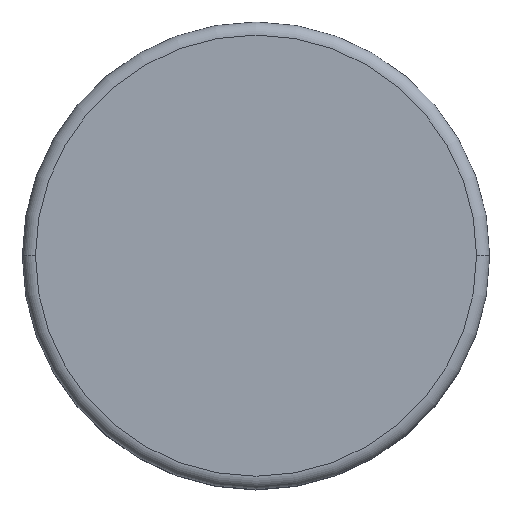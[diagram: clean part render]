
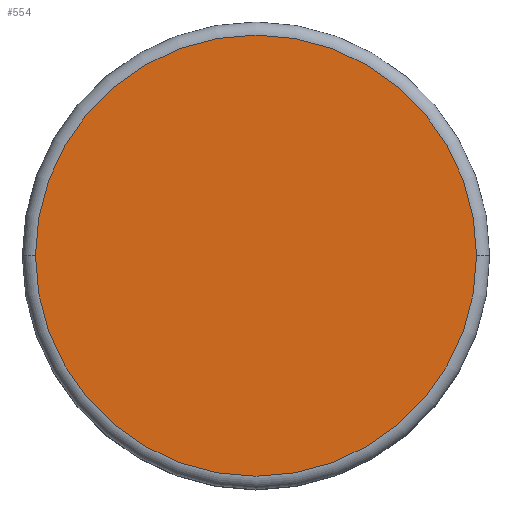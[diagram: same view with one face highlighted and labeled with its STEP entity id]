
A CAD part, top view. The second image highlights one B-rep face of the part: STEP entity #554.
In plain terms, the highlighted planar face has unit normal (0, 0, 1).
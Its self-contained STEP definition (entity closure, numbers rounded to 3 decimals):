
#68 = EDGE_CURVE ( 'NONE', #376, #228, #234, .T. ) ;
#74 = CARTESIAN_POINT ( 'NONE',  ( 0., 0., -0.7 ) ) ;
#103 = AXIS2_PLACEMENT_3D ( 'NONE', #313, #321, #412 ) ;
#104 = EDGE_LOOP ( 'NONE', ( #584, #466 ) ) ;
#128 = EDGE_CURVE ( 'NONE', #228, #376, #381, .T. ) ;
#136 = DIRECTION ( 'NONE',  ( 1., 0., 0. ) ) ;
#175 = FACE_OUTER_BOUND ( 'NONE', #104, .T. ) ;
#183 = DIRECTION ( 'NONE',  ( 0., 0., 1. ) ) ;
#194 = AXIS2_PLACEMENT_3D ( 'NONE', #74, #183, #379 ) ;
#228 = VERTEX_POINT ( 'NONE', #603 ) ;
#234 = CIRCLE ( 'NONE', #615, 8.4 ) ;
#244 = PLANE ( 'NONE',  #194 ) ;
#280 = CARTESIAN_POINT ( 'NONE',  ( 0., 0., -0.7 ) ) ;
#295 = CARTESIAN_POINT ( 'NONE',  ( -8.4, 0., -0.7 ) ) ;
#313 = CARTESIAN_POINT ( 'NONE',  ( 0., 0., -0.7 ) ) ;
#321 = DIRECTION ( 'NONE',  ( 0., 0., 1. ) ) ;
#376 = VERTEX_POINT ( 'NONE', #295 ) ;
#379 = DIRECTION ( 'NONE',  ( 1., 0., 0. ) ) ;
#381 = CIRCLE ( 'NONE', #103, 8.4 ) ;
#412 = DIRECTION ( 'NONE',  ( 1., 0., 0. ) ) ;
#466 = ORIENTED_EDGE ( 'NONE', *, *, #68, .T. ) ;
#554 = ADVANCED_FACE ( 'NONE', ( #175 ), #244, .T. ) ;
#584 = ORIENTED_EDGE ( 'NONE', *, *, #128, .T. ) ;
#603 = CARTESIAN_POINT ( 'NONE',  ( 8.4, 0., -0.7 ) ) ;
#615 = AXIS2_PLACEMENT_3D ( 'NONE', #280, #649, #136 ) ;
#649 = DIRECTION ( 'NONE',  ( 0., 0., 1. ) ) ;
